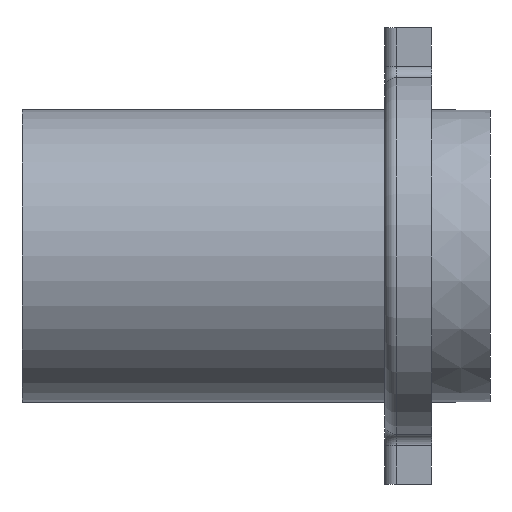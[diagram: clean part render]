
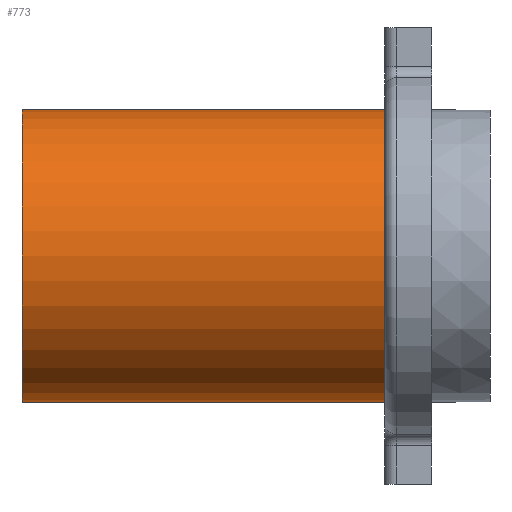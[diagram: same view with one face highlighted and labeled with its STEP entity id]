
A CAD part, front view. The second image highlights one B-rep face of the part: STEP entity #773.
In plain terms, the highlighted cylindrical face has radius 1.587 mm (diameter 3.175 mm), a partial arc.
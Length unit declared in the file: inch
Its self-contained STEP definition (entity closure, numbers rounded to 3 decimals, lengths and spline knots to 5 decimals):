
#30 = VERTEX_POINT ( 'NONE', #187 ) ;
#70 = CARTESIAN_POINT ( 'NONE',  ( -0.155, 0., 0.0625 ) ) ;
#75 = DIRECTION ( 'NONE',  ( 1., 0., 0. ) ) ;
#113 = VERTEX_POINT ( 'NONE', #522 ) ;
#127 = ORIENTED_EDGE ( 'NONE', *, *, #661, .T. ) ;
#137 = DIRECTION ( 'NONE',  ( 0., 0., -1. ) ) ;
#167 = EDGE_CURVE ( 'NONE', #820, #759, #841, .T. ) ;
#173 = LINE ( 'NONE', #225, #326 ) ;
#177 = CARTESIAN_POINT ( 'NONE',  ( 0., 0., 0. ) ) ;
#185 = FACE_OUTER_BOUND ( 'NONE', #232, .T. ) ;
#187 = CARTESIAN_POINT ( 'NONE',  ( 0., 0., -0.0625 ) ) ;
#196 = DIRECTION ( 'NONE',  ( 1., 0., 0. ) ) ;
#225 = CARTESIAN_POINT ( 'NONE',  ( -0.155, 0., 0.0625 ) ) ;
#232 = EDGE_LOOP ( 'NONE', ( #589, #391, #127, #691 ) ) ;
#234 = AXIS2_PLACEMENT_3D ( 'NONE', #585, #75, #137 ) ;
#300 = EDGE_CURVE ( 'NONE', #759, #113, #173, .T. ) ;
#306 = DIRECTION ( 'NONE',  ( -1., 0., 0. ) ) ;
#326 = VECTOR ( 'NONE', #371, 39.37008 ) ;
#356 = VECTOR ( 'NONE', #196, 39.37008 ) ;
#359 = AXIS2_PLACEMENT_3D ( 'NONE', #834, #306, #758 ) ;
#371 = DIRECTION ( 'NONE',  ( 1., 0., 0. ) ) ;
#391 = ORIENTED_EDGE ( 'NONE', *, *, #167, .F. ) ;
#403 = AXIS2_PLACEMENT_3D ( 'NONE', #177, #694, #406 ) ;
#406 = DIRECTION ( 'NONE',  ( 0., 0., -1. ) ) ;
#515 = CARTESIAN_POINT ( 'NONE',  ( -0.155, 0., -0.0625 ) ) ;
#522 = CARTESIAN_POINT ( 'NONE',  ( 0., 0., 0.0625 ) ) ;
#537 = CIRCLE ( 'NONE', #403, 0.0625 ) ;
#551 = CARTESIAN_POINT ( 'NONE',  ( -0.155, 0., -0.0625 ) ) ;
#585 = CARTESIAN_POINT ( 'NONE',  ( -0.155, 0., 0. ) ) ;
#589 = ORIENTED_EDGE ( 'NONE', *, *, #300, .F. ) ;
#621 = EDGE_CURVE ( 'NONE', #30, #113, #537, .T. ) ;
#661 = EDGE_CURVE ( 'NONE', #820, #30, #949, .T. ) ;
#691 = ORIENTED_EDGE ( 'NONE', *, *, #621, .T. ) ;
#694 = DIRECTION ( 'NONE',  ( -1., 0., 0. ) ) ;
#758 = DIRECTION ( 'NONE',  ( 0., 0., 1. ) ) ;
#759 = VERTEX_POINT ( 'NONE', #70 ) ;
#773 = ADVANCED_FACE ( 'NONE', ( #185 ), #872, .T. ) ;
#820 = VERTEX_POINT ( 'NONE', #515 ) ;
#834 = CARTESIAN_POINT ( 'NONE',  ( -0.155, 0., 0. ) ) ;
#841 = CIRCLE ( 'NONE', #359, 0.0625 ) ;
#872 = CYLINDRICAL_SURFACE ( 'NONE', #234, 0.0625 ) ;
#949 = LINE ( 'NONE', #551, #356 ) ;
